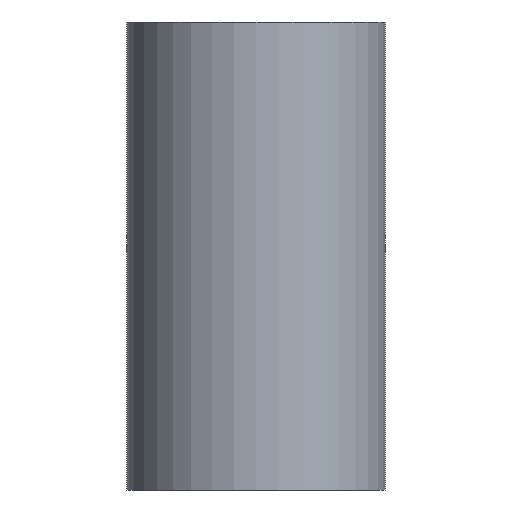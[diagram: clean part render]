
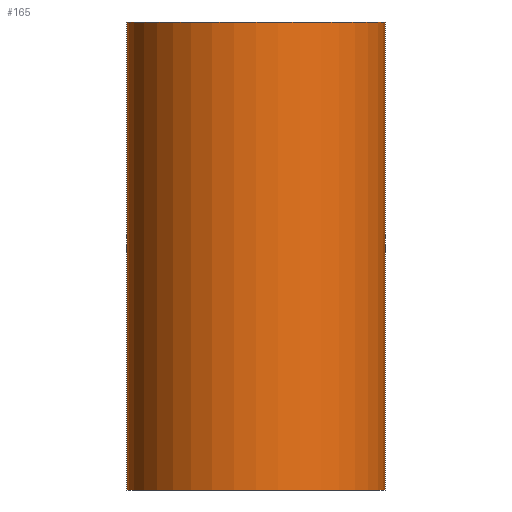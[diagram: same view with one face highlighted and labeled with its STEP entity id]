
A CAD part, front view. The second image highlights one B-rep face of the part: STEP entity #165.
In plain terms, the highlighted cylindrical face has radius 82.55 mm (diameter 165.1 mm), a partial arc.
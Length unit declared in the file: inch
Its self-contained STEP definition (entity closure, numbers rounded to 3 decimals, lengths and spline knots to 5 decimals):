
#4 = CARTESIAN_POINT ( 'NONE',  ( 3.25, 0., -5.875 ) ) ;
#22 = VERTEX_POINT ( 'NONE', #113 ) ;
#28 = CIRCLE ( 'NONE', #53, 3.25 ) ;
#32 = EDGE_CURVE ( 'NONE', #212, #22, #28, .T. ) ;
#33 = DIRECTION ( 'NONE',  ( 0., 0., -1. ) ) ;
#40 = FACE_OUTER_BOUND ( 'NONE', #200, .T. ) ;
#47 = CARTESIAN_POINT ( 'NONE',  ( -3.25, 0., 5.875 ) ) ;
#53 = AXIS2_PLACEMENT_3D ( 'NONE', #80, #112, #132 ) ;
#56 = EDGE_CURVE ( 'NONE', #212, #128, #94, .T. ) ;
#72 = CARTESIAN_POINT ( 'NONE',  ( -3.25, 0., 5.875 ) ) ;
#79 = AXIS2_PLACEMENT_3D ( 'NONE', #83, #210, #158 ) ;
#80 = CARTESIAN_POINT ( 'NONE',  ( 0., 0., 5.875 ) ) ;
#83 = CARTESIAN_POINT ( 'NONE',  ( 0., 0., -5.875 ) ) ;
#84 = CARTESIAN_POINT ( 'NONE',  ( 3.25, 0., 5.875 ) ) ;
#93 = ORIENTED_EDGE ( 'NONE', *, *, #149, .T. ) ;
#94 = LINE ( 'NONE', #47, #176 ) ;
#112 = DIRECTION ( 'NONE',  ( 0., 0., 1. ) ) ;
#113 = CARTESIAN_POINT ( 'NONE',  ( 3.25, 0., 5.875 ) ) ;
#114 = VERTEX_POINT ( 'NONE', #4 ) ;
#123 = VECTOR ( 'NONE', #138, 39.37008 ) ;
#128 = VERTEX_POINT ( 'NONE', #195 ) ;
#132 = DIRECTION ( 'NONE',  ( 1., 0., 0. ) ) ;
#136 = LINE ( 'NONE', #84, #123 ) ;
#138 = DIRECTION ( 'NONE',  ( 0., 0., -1. ) ) ;
#139 = ORIENTED_EDGE ( 'NONE', *, *, #32, .F. ) ;
#141 = CARTESIAN_POINT ( 'NONE',  ( 0., 0., 5.875 ) ) ;
#144 = CIRCLE ( 'NONE', #79, 3.25 ) ;
#149 = EDGE_CURVE ( 'NONE', #128, #114, #144, .T. ) ;
#158 = DIRECTION ( 'NONE',  ( 1., 0., 0. ) ) ;
#165 = ADVANCED_FACE ( 'NONE', ( #40 ), #220, .T. ) ;
#176 = VECTOR ( 'NONE', #33, 39.37008 ) ;
#178 = DIRECTION ( 'NONE',  ( 0., 0., -1. ) ) ;
#183 = AXIS2_PLACEMENT_3D ( 'NONE', #141, #178, #209 ) ;
#190 = ORIENTED_EDGE ( 'NONE', *, *, #56, .T. ) ;
#194 = EDGE_CURVE ( 'NONE', #22, #114, #136, .T. ) ;
#195 = CARTESIAN_POINT ( 'NONE',  ( -3.25, 0., -5.875 ) ) ;
#197 = ORIENTED_EDGE ( 'NONE', *, *, #194, .F. ) ;
#200 = EDGE_LOOP ( 'NONE', ( #197, #139, #190, #93 ) ) ;
#209 = DIRECTION ( 'NONE',  ( -1., 0., 0. ) ) ;
#210 = DIRECTION ( 'NONE',  ( 0., 0., 1. ) ) ;
#212 = VERTEX_POINT ( 'NONE', #72 ) ;
#220 = CYLINDRICAL_SURFACE ( 'NONE', #183, 3.25 ) ;
